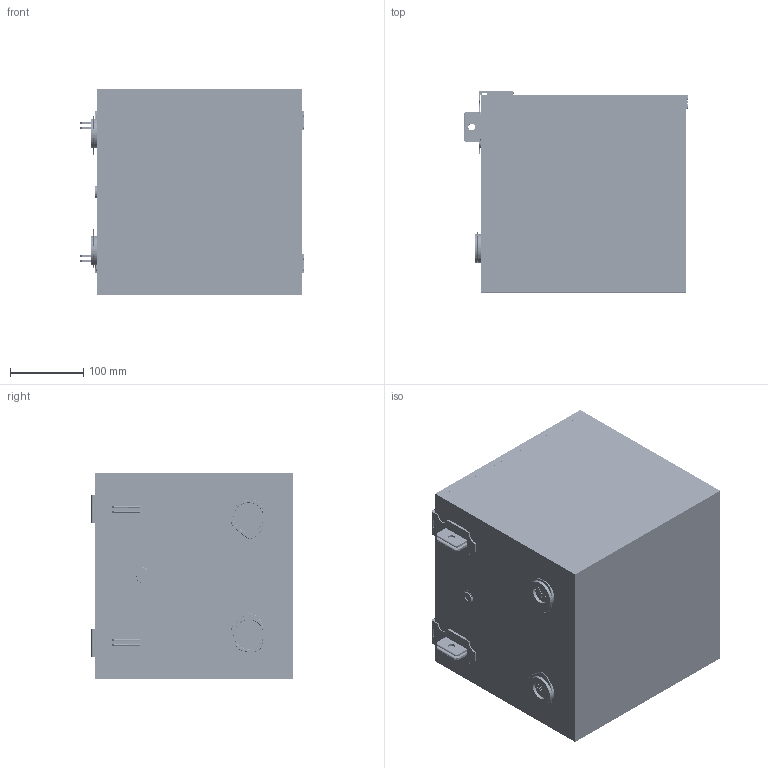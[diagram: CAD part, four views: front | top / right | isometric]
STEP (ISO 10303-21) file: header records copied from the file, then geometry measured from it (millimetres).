
FILE_DESCRIPTION(('HOOPS Exchange Step'),'2;1');
FILE_NAME('export-0737AF0F-158B-46C5-991B-F1F4F52BA149.stp','2022-11-25T03:13:42+02:00',('othaa'),('Alibre'),'HOOPS Exchange 2020.1','Alibre','Unknown authorisation');
FILE_SCHEMA( ('AP242_MANAGED_MODEL_BASED_3D_ENGINEERING_MIM_LF {1 0 10303 442 1 1 4 }') );
Length unit declared in the file: millimetre
Products named in the file (38): M4.2 tap screw; Hotbed; Hotbed pads (PLA); M4.2 tap screw Mirror; Box Bottom; Box Sides; Corner bracket; Tap screw short M4.8; Box Back; Tap screw short M4.8 Mirror; Silicon 1; Silicon 2; Box Front; CirPattern1; Boss-Extrude2; Cut-Extrude3; Hinge; tap screw hinge M3.6; tap screw hinge M3.6 Mirror; CirPattern1 Mirror; Cut-Extrude3 Mirror; Big flange; Big flange cover; big flange lid; Big flange cover Mirror; Small flange; Small flange cover; Small flange lid; Cut-Extrude1; Cut-Extrude2[1]; Cut-Extrude2[2]; Cut-Extrude3[1]; Cut-Extrude3[2]; Lock; Cut-Extrude2[1] Mirror; Enclosure setup assembly
Assembly tree (100 placements, depth 3):
  Enclosure setup assembly
    M4.2 tap screw  x2
    Hotbed
    Hotbed pads (PLA)  x4
    M4.2 tap screw Mirror  x2
    Box Bottom  x2
    Box Sides  x2
    Corner bracket  x12
    Tap screw short M4.8  x12
    Box Back
    Tap screw short M4.8 Mirror  x12
    Silicon 1  x4
    Silicon 2  x8
    Box Front
    Hinge
      CirPattern1
      Boss-Extrude2
      Cut-Extrude3
    tap screw hinge M3.6  x4
    tap screw hinge M3.6 Mirror  x4
    CirPattern1 Mirror
    Boss-Extrude2
    Cut-Extrude3 Mirror
    Big flange
      Big flange
      Big flange cover
      big flange lid
    Big flange
    Big flange cover Mirror
    big flange lid
    Small flange
      Small flange
      Small flange cover
      Small flange lid
    Lock
      Cut-Extrude1
      Cut-Extrude2[1]
      Cut-Extrude2[2]
      Cut-Extrude3[1]
      Cut-Extrude3[2]
    Cut-Extrude1
    Cut-Extrude2[1] Mirror
    Cut-Extrude2[2]
    Cut-Extrude3[1]
    Cut-Extrude3[2]
Bounding box: 306.89 x 274.86 x 280 mm (x, y, z)
Volume: 4522782.8 mm3; surface area: 1160449.7 mm2
Topology: 72 solids, 1944 shells, 3695 faces, 15548 edges, 13841 vertices
Faces by surface type: plane 1215, cylinder 1055, bspline 637, cone 453, torus 268, sphere 64, extrusion 3
Full cylindrical faces by diameter (mm): 4.3 x4, 10 x2, 11.6 x1, 14 x1, 16 x2, 25 x8, 29 x4, 40 x4
Entity records: 48175 total; most frequent: CARTESIAN_POINT 21077, DIRECTION 5245, ORIENTED_EDGE 5048, EDGE_CURVE 2977, VERTEX_POINT 2241, AXIS2_PLACEMENT_3D 1932, VECTOR 1381, LINE 1378
